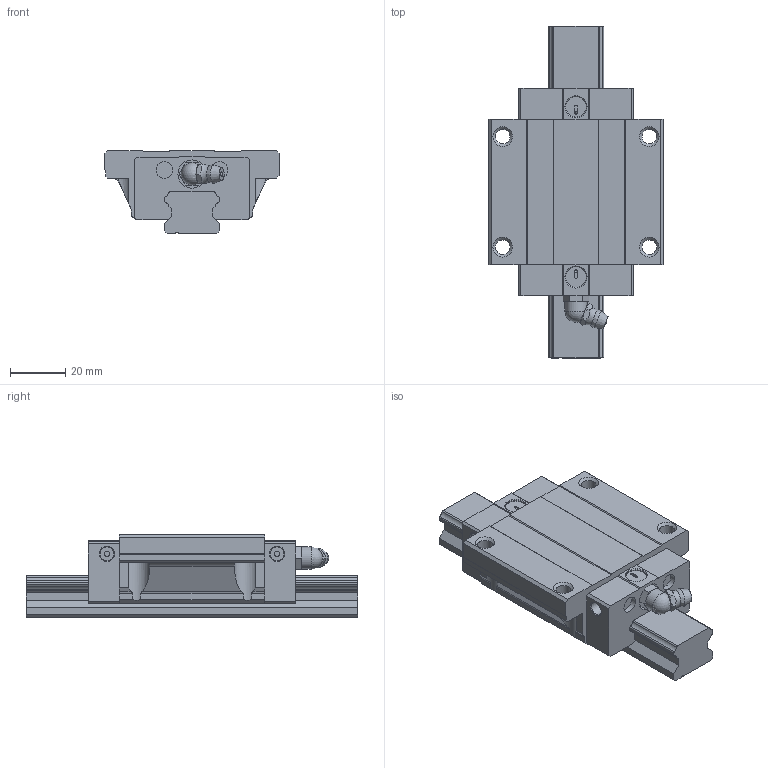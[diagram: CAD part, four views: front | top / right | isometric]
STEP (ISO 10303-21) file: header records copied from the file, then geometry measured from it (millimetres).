
FILE_DESCRIPTION( ( 'Unknown' ), '1' );
FILE_NAME( 'LMG20C.stp', 'Unknown', ( 'Unknown' ), ( 'Unknown' ), 'PSStep 17.0.49', 'Unknown', ' ' );
FILE_SCHEMA( ( 'AUTOMOTIVE_DESIGN { 1 0 10303 214 1 1 1 1 }' ) );
Length unit declared in the file: millimetre
Products named in the file (4): Assem1; LMG20C; LMG25H
Assembly tree (3 placements, depth 2):
  Assem1
    LMG20C
    LMG20C
    LMG25H
Bounding box: 63 x 120 x 30 mm (x, y, z)
Volume: 105591.9 mm3; surface area: 27431.9 mm2
Topology: 3 solids, 3 shells, 286 faces, 756 edges, 497 vertices
Faces by surface type: plane 163, cylinder 91, cone 22, torus 7, sphere 2, bspline 1
Full cylindrical faces by diameter (mm): 1 x2, 2 x4, 5 x4, 5.3 x6, 6 x7, 7.4 x2, 8 x2, 9.5 x2, 10.2 x1
Entity records: 10956 total; most frequent: CARTESIAN_POINT 1673, DIRECTION 1450, ORIENTED_EDGE 1364, EDGE_CURVE 682, AXIS2_PLACEMENT_3D 509, VERTEX_POINT 481, LINE 432, VECTOR 432
